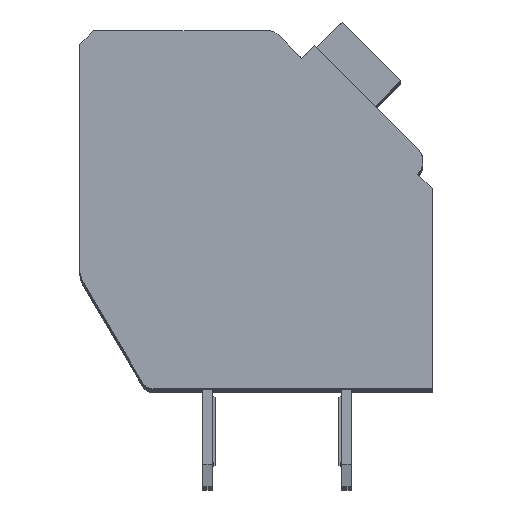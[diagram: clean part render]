
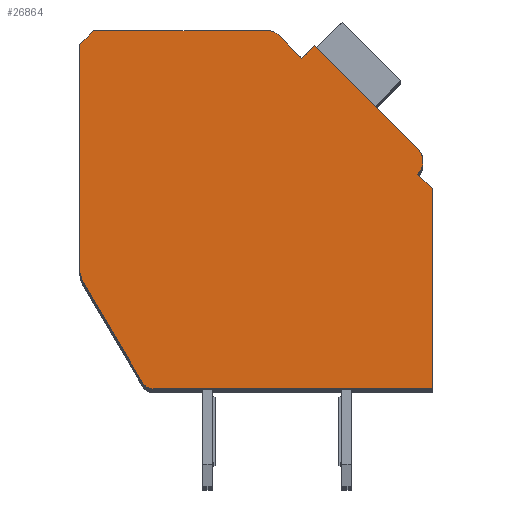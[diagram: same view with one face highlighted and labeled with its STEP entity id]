
A CAD part, top view. The second image highlights one B-rep face of the part: STEP entity #26864.
In plain terms, the highlighted planar face has unit normal (0, 0, 1).
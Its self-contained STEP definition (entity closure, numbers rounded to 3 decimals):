
#543=DIRECTION('',(0.,-1.,0.));
#544=VECTOR('',#543,8.053);
#545=CARTESIAN_POINT('',(-12.7,12.4,2.1));
#546=LINE('',#545,#544);
#547=DIRECTION('',(-0.707,-0.707,0.));
#548=VECTOR('',#547,0.707);
#549=CARTESIAN_POINT('',(-12.2,12.9,2.1));
#550=LINE('',#549,#548);
#551=DIRECTION('',(-1.,0.,0.));
#552=VECTOR('',#551,6.298);
#553=CARTESIAN_POINT('',(-5.902,12.9,2.1));
#554=LINE('',#553,#552);
#555=CARTESIAN_POINT('',(-5.902,12.4,2.1));
#556=DIRECTION('',(0.,0.,1.));
#557=DIRECTION('',(0.707,0.707,0.));
#558=AXIS2_PLACEMENT_3D('',#555,#556,#557);
#560=DIRECTION('',(-0.707,0.707,0.));
#561=VECTOR('',#560,1.197);
#562=CARTESIAN_POINT('',(-4.702,11.907,2.1));
#563=LINE('',#562,#561);
#564=DIRECTION('',(-0.707,-0.707,0.));
#565=VECTOR('',#564,0.65);
#566=CARTESIAN_POINT('',(-4.243,12.367,2.1));
#567=LINE('',#566,#565);
#568=DIRECTION('',(-0.707,0.707,0.));
#569=VECTOR('',#568,5.25);
#570=CARTESIAN_POINT('',(-0.53,8.655,2.1));
#571=LINE('',#570,#569);
#572=CARTESIAN_POINT('',(-0.99,8.195,2.1));
#573=DIRECTION('',(0.,0.,1.));
#574=DIRECTION('',(0.707,-0.707,0.));
#575=AXIS2_PLACEMENT_3D('',#572,#573,#574);
#577=DIRECTION('',(-0.707,0.707,0.));
#578=VECTOR('',#577,0.75);
#579=CARTESIAN_POINT('',(0.,7.205,2.1));
#580=LINE('',#579,#578);
#581=DIRECTION('',(0.,1.,0.));
#582=VECTOR('',#581,7.205);
#583=CARTESIAN_POINT('',(0.,0.,2.1));
#584=LINE('',#583,#582);
#585=DIRECTION('',(1.,0.,0.));
#586=VECTOR('',#585,10.014);
#587=CARTESIAN_POINT('',(-10.014,0.,2.1));
#588=LINE('',#587,#586);
#589=CARTESIAN_POINT('',(-10.014,0.5,2.1));
#590=DIRECTION('',(0.,0.,1.));
#591=DIRECTION('',(-0.862,-0.508,0.));
#592=AXIS2_PLACEMENT_3D('',#589,#590,#591);
#594=DIRECTION('',(0.508,-0.862,0.));
#595=VECTOR('',#594,4.17);
#596=CARTESIAN_POINT('',(-12.562,3.839,2.1));
#597=LINE('',#596,#595);
#598=CARTESIAN_POINT('',(-11.7,4.347,2.1));
#599=DIRECTION('',(0.,0.,1.));
#600=DIRECTION('',(-1.,0.,0.));
#601=AXIS2_PLACEMENT_3D('',#598,#599,#600);
#20146=CARTESIAN_POINT('',(-12.7,12.4,2.1));
#20147=CARTESIAN_POINT('',(-12.7,4.347,2.1));
#20148=VERTEX_POINT('',#20146);
#20149=VERTEX_POINT('',#20147);
#20150=CARTESIAN_POINT('',(-12.562,3.839,2.1));
#20151=VERTEX_POINT('',#20150);
#20152=CARTESIAN_POINT('',(-10.445,0.246,2.1));
#20153=VERTEX_POINT('',#20152);
#20154=CARTESIAN_POINT('',(-10.014,0.,2.1));
#20155=VERTEX_POINT('',#20154);
#20156=CARTESIAN_POINT('',(0.,0.,2.1));
#20157=VERTEX_POINT('',#20156);
#20158=CARTESIAN_POINT('',(0.,7.205,2.1));
#20159=VERTEX_POINT('',#20158);
#20160=CARTESIAN_POINT('',(-0.53,7.735,2.1));
#20161=VERTEX_POINT('',#20160);
#20162=CARTESIAN_POINT('',(-0.53,8.655,2.1));
#20163=VERTEX_POINT('',#20162);
#20164=CARTESIAN_POINT('',(-4.243,12.367,2.1));
#20165=VERTEX_POINT('',#20164);
#20166=CARTESIAN_POINT('',(-4.702,11.907,2.1));
#20167=VERTEX_POINT('',#20166);
#20168=CARTESIAN_POINT('',(-5.548,12.754,2.1));
#20169=VERTEX_POINT('',#20168);
#20170=CARTESIAN_POINT('',(-5.902,12.9,2.1));
#20171=VERTEX_POINT('',#20170);
#20172=CARTESIAN_POINT('',(-12.2,12.9,2.1));
#20173=VERTEX_POINT('',#20172);
#26831=CARTESIAN_POINT('',(0.,0.,2.1));
#26832=DIRECTION('',(0.,0.,1.));
#26833=DIRECTION('',(1.,0.,0.));
#26834=AXIS2_PLACEMENT_3D('',#26831,#26832,#26833);
#26835=PLANE('',#26834);
#26836=ORIENTED_EDGE('',*,*,#26311,.F.);
#26838=ORIENTED_EDGE('',*,*,#26837,.F.);
#26840=ORIENTED_EDGE('',*,*,#26839,.F.);
#26842=ORIENTED_EDGE('',*,*,#26841,.F.);
#26844=ORIENTED_EDGE('',*,*,#26843,.F.);
#26846=ORIENTED_EDGE('',*,*,#26845,.F.);
#26848=ORIENTED_EDGE('',*,*,#26847,.F.);
#26850=ORIENTED_EDGE('',*,*,#26849,.F.);
#26852=ORIENTED_EDGE('',*,*,#26851,.F.);
#26854=ORIENTED_EDGE('',*,*,#26853,.F.);
#26856=ORIENTED_EDGE('',*,*,#26855,.F.);
#26858=ORIENTED_EDGE('',*,*,#26857,.F.);
#26860=ORIENTED_EDGE('',*,*,#26859,.F.);
#26861=ORIENTED_EDGE('',*,*,#26509,.F.);
#26862=EDGE_LOOP('',(#26836,#26838,#26840,#26842,#26844,#26846,#26848,#26850,
#26852,#26854,#26856,#26858,#26860,#26861));
#26863=FACE_OUTER_BOUND('',#26862,.F.);
#559=CIRCLE('',#558,0.5);
#576=CIRCLE('',#575,0.65);
#593=CIRCLE('',#592,0.5);
#602=CIRCLE('',#601,1.);
#26311=EDGE_CURVE('',#20148,#20149,#546,.T.);
#26509=EDGE_CURVE('',#20149,#20151,#602,.T.);
#26837=EDGE_CURVE('',#20173,#20148,#550,.T.);
#26839=EDGE_CURVE('',#20171,#20173,#554,.T.);
#26841=EDGE_CURVE('',#20169,#20171,#559,.T.);
#26843=EDGE_CURVE('',#20167,#20169,#563,.T.);
#26845=EDGE_CURVE('',#20165,#20167,#567,.T.);
#26847=EDGE_CURVE('',#20163,#20165,#571,.T.);
#26849=EDGE_CURVE('',#20161,#20163,#576,.T.);
#26851=EDGE_CURVE('',#20159,#20161,#580,.T.);
#26853=EDGE_CURVE('',#20157,#20159,#584,.T.);
#26855=EDGE_CURVE('',#20155,#20157,#588,.T.);
#26857=EDGE_CURVE('',#20153,#20155,#593,.T.);
#26859=EDGE_CURVE('',#20151,#20153,#597,.T.);
#26864=ADVANCED_FACE('',(#26863),#26835,.T.);
